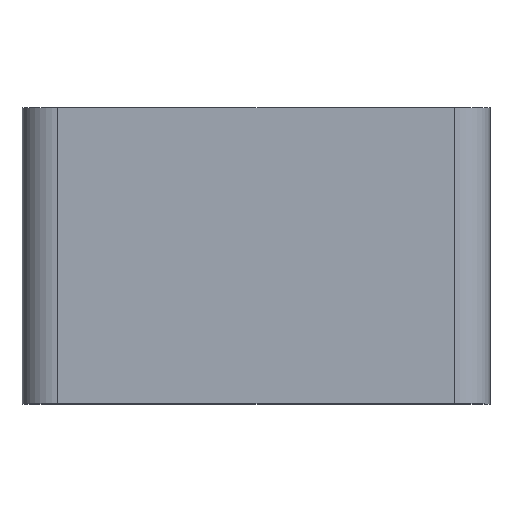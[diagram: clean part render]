
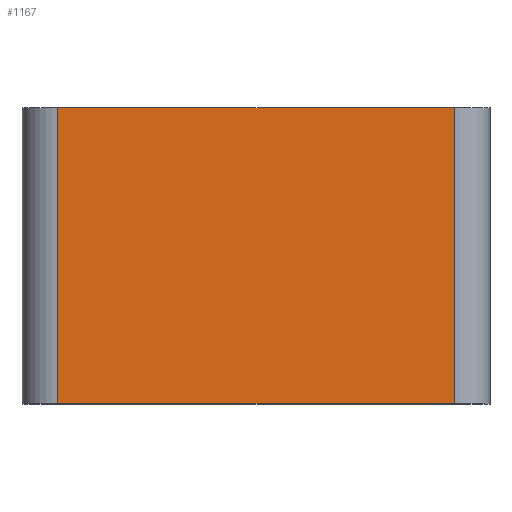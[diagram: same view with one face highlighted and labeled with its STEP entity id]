
A CAD part, top view. The second image highlights one B-rep face of the part: STEP entity #1167.
In plain terms, the highlighted planar face has unit normal (0, 0, 1).
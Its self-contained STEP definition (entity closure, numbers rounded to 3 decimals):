
#108 = VECTOR ( 'NONE', #2377, 1000. ) ;
#325 = PLANE ( 'NONE',  #349 ) ;
#349 = AXIS2_PLACEMENT_3D ( 'NONE', #3439, #1880, #4939 ) ;
#352 = LINE ( 'NONE', #3854, #494 ) ;
#399 = CARTESIAN_POINT ( 'NONE',  ( -194., 0., 109.5 ) ) ;
#490 = ORIENTED_EDGE ( 'NONE', *, *, #3438, .T. ) ;
#494 = VECTOR ( 'NONE', #2753, 1000. ) ;
#955 = EDGE_LOOP ( 'NONE', ( #4437, #3422, #2969, #490 ) ) ;
#1167 = ADVANCED_FACE ( 'NONE', ( #1471 ), #325, .F. ) ;
#1256 = VERTEX_POINT ( 'NONE', #3087 ) ;
#1300 = CARTESIAN_POINT ( 'NONE',  ( -194., 290., 109.5 ) ) ;
#1447 = CARTESIAN_POINT ( 'NONE',  ( -194., 0., 109.5 ) ) ;
#1471 = FACE_OUTER_BOUND ( 'NONE', #955, .T. ) ;
#1530 = VECTOR ( 'NONE', #4605, 1000. ) ;
#1633 = CARTESIAN_POINT ( 'NONE',  ( 194., 290., 109.5 ) ) ;
#1639 = VERTEX_POINT ( 'NONE', #1447 ) ;
#1880 = DIRECTION ( 'NONE',  ( 0., 0., -1. ) ) ;
#2317 = LINE ( 'NONE', #399, #1530 ) ;
#2377 = DIRECTION ( 'NONE',  ( 0., -1., 0. ) ) ;
#2753 = DIRECTION ( 'NONE',  ( 1., 0., 0. ) ) ;
#2887 = EDGE_CURVE ( 'NONE', #1256, #4087, #352, .T. ) ;
#2968 = CARTESIAN_POINT ( 'NONE',  ( 194., 0., 109.5 ) ) ;
#2969 = ORIENTED_EDGE ( 'NONE', *, *, #2887, .F. ) ;
#3087 = CARTESIAN_POINT ( 'NONE',  ( -194., 290., 109.5 ) ) ;
#3143 = LINE ( 'NONE', #1633, #108 ) ;
#3246 = EDGE_CURVE ( 'NONE', #1639, #3456, #2317, .T. ) ;
#3350 = LINE ( 'NONE', #1300, #3816 ) ;
#3422 = ORIENTED_EDGE ( 'NONE', *, *, #4157, .F. ) ;
#3438 = EDGE_CURVE ( 'NONE', #1256, #1639, #3350, .T. ) ;
#3439 = CARTESIAN_POINT ( 'NONE',  ( -194., 290., 109.5 ) ) ;
#3456 = VERTEX_POINT ( 'NONE', #2968 ) ;
#3816 = VECTOR ( 'NONE', #4902, 1000. ) ;
#3854 = CARTESIAN_POINT ( 'NONE',  ( -194., 290., 109.5 ) ) ;
#4087 = VERTEX_POINT ( 'NONE', #4691 ) ;
#4157 = EDGE_CURVE ( 'NONE', #4087, #3456, #3143, .T. ) ;
#4437 = ORIENTED_EDGE ( 'NONE', *, *, #3246, .T. ) ;
#4605 = DIRECTION ( 'NONE',  ( 1., 0., 0. ) ) ;
#4691 = CARTESIAN_POINT ( 'NONE',  ( 194., 290., 109.5 ) ) ;
#4902 = DIRECTION ( 'NONE',  ( 0., -1., 0. ) ) ;
#4939 = DIRECTION ( 'NONE',  ( -1., 0., 0. ) ) ;
